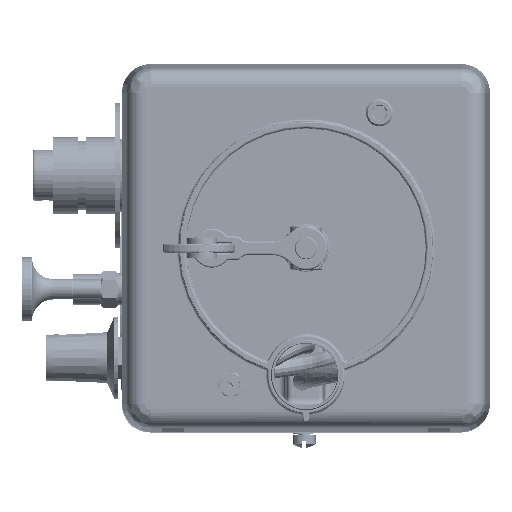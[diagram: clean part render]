
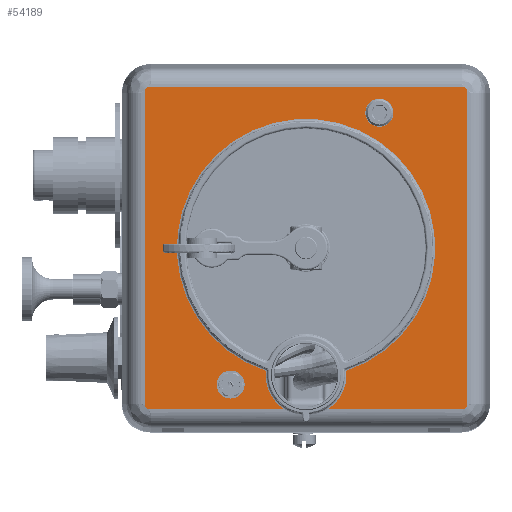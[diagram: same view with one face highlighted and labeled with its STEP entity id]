
A CAD part, left-side view. The second image highlights one B-rep face of the part: STEP entity #54189.
In plain terms, the highlighted face is planar.
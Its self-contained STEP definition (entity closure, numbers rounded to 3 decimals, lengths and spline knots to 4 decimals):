
#3001=FACE_BOUND('',#8543,.T.);
#3002=FACE_BOUND('',#8544,.T.);
#3634=PLANE('',#59450);
#5161=FACE_OUTER_BOUND('',#8542,.T.);
#8542=EDGE_LOOP('',(#40158,#40159,#40160,#40161,#40162,#40163,#40164,#40165,
#40166,#40167,#40168,#40169));
#8543=EDGE_LOOP('',(#40170));
#8544=EDGE_LOOP('',(#40171));
#13952=LINE('',#120140,#16675);
#13954=LINE('',#120160,#16677);
#13956=LINE('',#120180,#16679);
#13958=LINE('',#120199,#16681);
#13959=LINE('',#120264,#16682);
#16675=VECTOR('',#68336,4.27);
#16677=VECTOR('',#68348,4.27);
#16679=VECTOR('',#68360,4.27);
#16681=VECTOR('',#68372,1.843);
#16682=VECTOR('',#68377,1.843);
#19501=CIRCLE('',#59370,0.1345);
#19504=CIRCLE('',#59374,0.1345);
#19526=CIRCLE('',#59408,0.081);
#19530=CIRCLE('',#59413,0.081);
#19534=CIRCLE('',#59418,0.081);
#19538=CIRCLE('',#59425,0.081);
#19555=CIRCLE('',#59451,1.774);
#19556=CIRCLE('',#59452,0.555);
#19557=CIRCLE('',#59453,0.555);
#23423=VERTEX_POINT('',#119999);
#23426=VERTEX_POINT('',#120007);
#23467=VERTEX_POINT('',#120136);
#23469=VERTEX_POINT('',#120139);
#23471=VERTEX_POINT('',#120153);
#23473=VERTEX_POINT('',#120159);
#23475=VERTEX_POINT('',#120173);
#23477=VERTEX_POINT('',#120179);
#23479=VERTEX_POINT('',#120193);
#23480=VERTEX_POINT('',#120198);
#23485=VERTEX_POINT('',#120243);
#23486=VERTEX_POINT('',#120263);
#23508=VERTEX_POINT('',#120345);
#23509=VERTEX_POINT('',#120346);
#29560=EDGE_CURVE('',#23423,#23423,#19501,.T.);
#29564=EDGE_CURVE('',#23426,#23426,#19504,.T.);
#29615=EDGE_CURVE('',#23469,#23467,#13952,.F.);
#29618=EDGE_CURVE('',#23471,#23469,#19526,.T.);
#29621=EDGE_CURVE('',#23473,#23471,#13954,.F.);
#29624=EDGE_CURVE('',#23475,#23473,#19530,.T.);
#29627=EDGE_CURVE('',#23477,#23475,#13956,.F.);
#29630=EDGE_CURVE('',#23479,#23477,#19534,.T.);
#29633=EDGE_CURVE('',#23480,#23479,#13958,.F.);
#29639=EDGE_CURVE('',#23486,#23485,#13959,.F.);
#29641=EDGE_CURVE('',#23467,#23486,#19538,.T.);
#29671=EDGE_CURVE('',#23508,#23509,#19555,.F.);
#29672=EDGE_CURVE('',#23509,#23480,#19556,.F.);
#29673=EDGE_CURVE('',#23485,#23508,#19557,.F.);
#40158=ORIENTED_EDGE('',*,*,#29671,.T.);
#40159=ORIENTED_EDGE('',*,*,#29672,.T.);
#40160=ORIENTED_EDGE('',*,*,#29633,.T.);
#40161=ORIENTED_EDGE('',*,*,#29630,.T.);
#40162=ORIENTED_EDGE('',*,*,#29627,.T.);
#40163=ORIENTED_EDGE('',*,*,#29624,.T.);
#40164=ORIENTED_EDGE('',*,*,#29621,.T.);
#40165=ORIENTED_EDGE('',*,*,#29618,.T.);
#40166=ORIENTED_EDGE('',*,*,#29615,.T.);
#40167=ORIENTED_EDGE('',*,*,#29641,.T.);
#40168=ORIENTED_EDGE('',*,*,#29639,.T.);
#40169=ORIENTED_EDGE('',*,*,#29673,.T.);
#40170=ORIENTED_EDGE('',*,*,#29564,.F.);
#40171=ORIENTED_EDGE('',*,*,#29560,.F.);
#54189=ADVANCED_FACE('',(#5161,#3001,#3002),#3634,.T.);
#59370=AXIS2_PLACEMENT_3D('',#120000,#68233,#68234);
#59374=AXIS2_PLACEMENT_3D('',#120008,#68242,#68243);
#59408=AXIS2_PLACEMENT_3D('',#120154,#68340,#68341);
#59413=AXIS2_PLACEMENT_3D('',#120174,#68352,#68353);
#59418=AXIS2_PLACEMENT_3D('',#120194,#68364,#68365);
#59425=AXIS2_PLACEMENT_3D('',#120275,#68380,#68381);
#59450=AXIS2_PLACEMENT_3D('',#120344,#68441,#68442);
#59451=AXIS2_PLACEMENT_3D('',#120347,#68443,#68444);
#59452=AXIS2_PLACEMENT_3D('',#120348,#68445,#68446);
#59453=AXIS2_PLACEMENT_3D('',#120349,#68447,#68448);
#68233=DIRECTION('center_axis',(0.,0.,1.));
#68234=DIRECTION('ref_axis',(1.,0.,0.));
#68242=DIRECTION('center_axis',(0.,0.,1.));
#68243=DIRECTION('ref_axis',(1.,0.,0.));
#68336=DIRECTION('',(0.,1.,0.));
#68340=DIRECTION('center_axis',(0.,0.,1.));
#68341=DIRECTION('ref_axis',(1.,0.,0.));
#68348=DIRECTION('',(1.,0.,0.));
#68352=DIRECTION('center_axis',(0.,0.,1.));
#68353=DIRECTION('ref_axis',(1.,0.,0.));
#68360=DIRECTION('',(0.,-1.,0.));
#68364=DIRECTION('center_axis',(0.,0.,1.));
#68365=DIRECTION('ref_axis',(1.,0.,0.));
#68372=DIRECTION('',(-1.,0.,0.));
#68377=DIRECTION('',(-1.,0.,0.));
#68380=DIRECTION('center_axis',(0.,0.,1.));
#68381=DIRECTION('ref_axis',(1.,0.,0.));
#68441=DIRECTION('center_axis',(0.,0.,1.));
#68442=DIRECTION('ref_axis',(1.,0.,0.));
#68443=DIRECTION('center_axis',(0.,0.,1.));
#68444=DIRECTION('ref_axis',(1.,0.,0.));
#68445=DIRECTION('center_axis',(0.,0.,1.));
#68446=DIRECTION('ref_axis',(1.,0.,0.));
#68447=DIRECTION('center_axis',(0.,0.,1.));
#68448=DIRECTION('ref_axis',(1.,0.,0.));
#119999=CARTESIAN_POINT('',(1.1415,1.858,2.5));
#120000=CARTESIAN_POINT('Origin',(1.007,1.858,2.5));
#120007=CARTESIAN_POINT('',(-0.9005,-1.874,2.5));
#120008=CARTESIAN_POINT('Origin',(-1.035,-1.874,2.5));
#120136=CARTESIAN_POINT('',(-2.216,-2.135,2.5));
#120139=CARTESIAN_POINT('',(-2.216,2.135,2.5));
#120140=CARTESIAN_POINT('',(-2.216,-2.135,2.5));
#120153=CARTESIAN_POINT('',(-2.135,2.216,2.5));
#120154=CARTESIAN_POINT('Origin',(-2.135,2.135,2.5));
#120159=CARTESIAN_POINT('',(2.135,2.216,2.5));
#120160=CARTESIAN_POINT('',(-2.135,2.216,2.5));
#120173=CARTESIAN_POINT('',(2.216,2.135,2.5));
#120174=CARTESIAN_POINT('Origin',(2.135,2.135,2.5));
#120179=CARTESIAN_POINT('',(2.216,-2.135,2.5));
#120180=CARTESIAN_POINT('',(2.216,2.135,2.5));
#120193=CARTESIAN_POINT('',(2.135,-2.216,2.5));
#120194=CARTESIAN_POINT('Origin',(2.135,-2.135,2.5));
#120198=CARTESIAN_POINT('',(0.292,-2.216,2.5));
#120199=CARTESIAN_POINT('',(2.135,-2.216,2.5));
#120243=CARTESIAN_POINT('',(-0.292,-2.216,2.5));
#120263=CARTESIAN_POINT('',(-2.135,-2.216,2.5));
#120264=CARTESIAN_POINT('',(-0.292,-2.216,2.5));
#120275=CARTESIAN_POINT('Origin',(-2.135,-2.135,2.5));
#120344=CARTESIAN_POINT('Origin',(2.135,2.135,2.5));
#120345=CARTESIAN_POINT('',(-0.552,-1.6859,2.5));
#120346=CARTESIAN_POINT('',(0.552,-1.6859,2.5));
#120347=CARTESIAN_POINT('Origin',(0.,0.,2.5));
#120348=CARTESIAN_POINT('Origin',(0.,-1.744,2.5));
#120349=CARTESIAN_POINT('Origin',(0.,-1.744,2.5));
